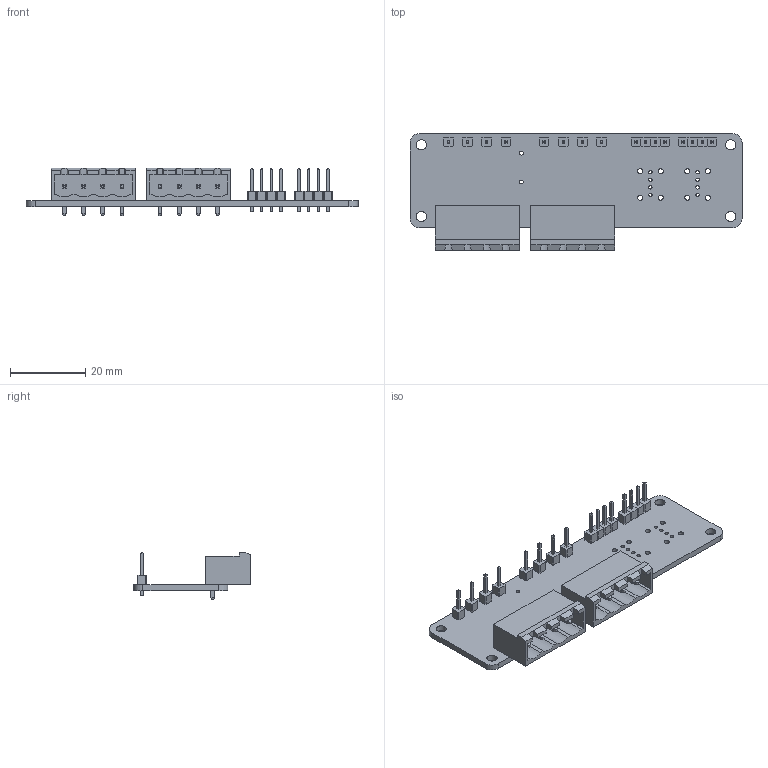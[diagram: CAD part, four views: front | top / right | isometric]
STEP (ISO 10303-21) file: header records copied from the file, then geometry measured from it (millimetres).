
FILE_DESCRIPTION(('KiCad electronic assembly'),'2;1');
FILE_NAME('EleLab_v2_Frontpanel_a.step','2020-01-05T18:10:38',( 'An Author'),('A Company'),'Open CASCADE STEP processor 6.9', 'KiCad to STEP converter','Unknown');
FILE_SCHEMA(('AUTOMOTIVE_DESIGN { 1 0 10303 214 1 1 1 1 }'));
Length unit declared in the file: millimetre
Products named in the file (6): Open CASCADE STEP translator 6.9 1; PhoenixContact_MSTBA_2,5_4-G-5,08_1x04_P5.08mm_Horizontal; SOLID; PinHeader_1x01_P2.54mm_Vertical; COMPOUND
Assembly tree (21 placements, depth 3):
  Open CASCADE STEP translator 6.9 1
    PhoenixContact_MSTBA_2,5_4-G-5,08_1x04_P5.08mm_Horizontal  x2
      SOLID
    PinHeader_1x01_P2.54mm_Vertical  x16
      SOLID
    COMPOUND
Bounding box: 88 x 31 x 12.6 mm (x, y, z)
Volume: 5980 mm3; surface area: 9260.6 mm2
Topology: 19 solids, 19 shells, 730 faces, 1724 edges, 1080 vertices
Faces by surface type: plane 672, cylinder 58
Full cylindrical faces by diameter (mm): 0.9 x8, 1 x18, 1.35 x8, 1.4 x8, 2.7 x4
Entity records: 13668 total; most frequent: DIRECTION 2031, CARTESIAN_POINT 2018, LINE 1269, VECTOR 1269, ORIENTED_EDGE 990, PCURVE 990, DEFINITIONAL_REPRESENTATION 990, EDGE_CURVE 495
